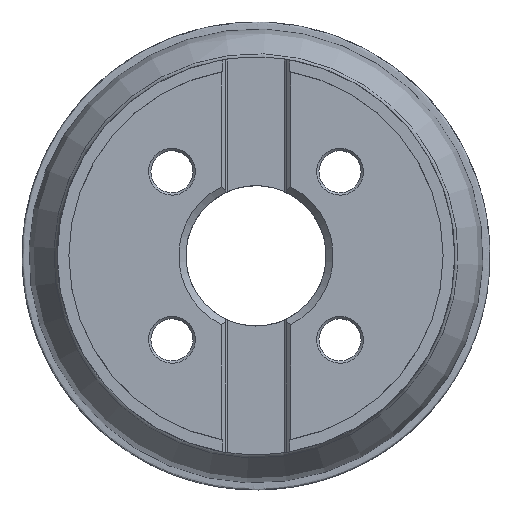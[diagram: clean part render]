
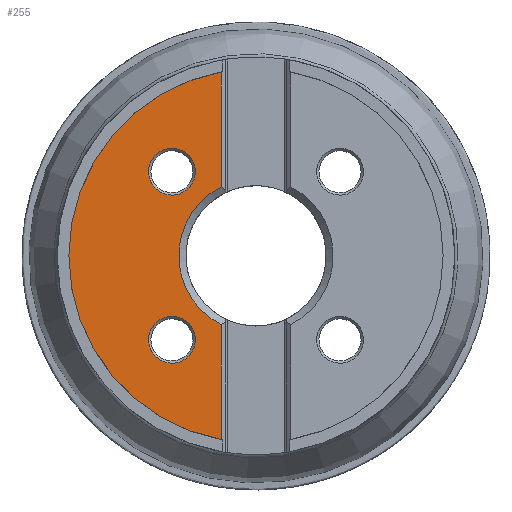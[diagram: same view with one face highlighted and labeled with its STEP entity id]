
A CAD part, top view. The second image highlights one B-rep face of the part: STEP entity #255.
In plain terms, the highlighted planar face has unit normal (0, 0, 1).
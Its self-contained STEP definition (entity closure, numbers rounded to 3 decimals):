
#171=LINE('',#1782,#199);
#172=LINE('',#1787,#200);
#199=VECTOR('',#1441,1.);
#200=VECTOR('',#1444,1.);
#255=ADVANCED_FACE('CU_BACK_F001',(#353,#354,#355),#299,.T.);
#299=PLANE('',#1214);
#353=FACE_BOUND('',#437,.T.);
#354=FACE_BOUND('',#438,.T.);
#355=FACE_BOUND('',#439,.T.);
#437=EDGE_LOOP('',(#562));
#438=EDGE_LOOP('',(#563));
#439=EDGE_LOOP('',(#564,#565,#566,#567));
#562=ORIENTED_EDGE('',*,*,#840,.T.);
#563=ORIENTED_EDGE('',*,*,#841,.T.);
#564=ORIENTED_EDGE('',*,*,#842,.F.);
#565=ORIENTED_EDGE('',*,*,#843,.T.);
#566=ORIENTED_EDGE('',*,*,#844,.F.);
#567=ORIENTED_EDGE('',*,*,#845,.F.);
#755=VERTEX_POINT('',#1779);
#756=VERTEX_POINT('',#1781);
#757=VERTEX_POINT('',#1783);
#758=VERTEX_POINT('',#1784);
#759=VERTEX_POINT('',#1786);
#760=VERTEX_POINT('',#1788);
#840=EDGE_CURVE('',#755,#755,#927,.T.);
#841=EDGE_CURVE('',#756,#756,#928,.T.);
#842=EDGE_CURVE('',#757,#758,#171,.T.);
#843=EDGE_CURVE('',#757,#759,#929,.T.);
#844=EDGE_CURVE('',#760,#759,#172,.T.);
#845=EDGE_CURVE('',#758,#760,#930,.T.);
#927=CIRCLE('',#1210,10.);
#928=CIRCLE('',#1211,10.);
#929=CIRCLE('',#1212,33.008);
#930=CIRCLE('',#1213,80.);
#1210=AXIS2_PLACEMENT_3D('',#1778,#1437,#1438);
#1211=AXIS2_PLACEMENT_3D('',#1780,#1439,#1440);
#1212=AXIS2_PLACEMENT_3D('',#1785,#1442,#1443);
#1213=AXIS2_PLACEMENT_3D('',#1789,#1445,#1446);
#1214=AXIS2_PLACEMENT_3D('',#1790,#1447,#1448);
#1437=DIRECTION('',(0.,0.,-1.));
#1438=DIRECTION('',(0.135,-0.991,0.));
#1439=DIRECTION('',(0.,0.,-1.));
#1440=DIRECTION('',(0.135,-0.991,0.));
#1441=DIRECTION('',(0.,-1.,0.));
#1442=DIRECTION('',(0.,0.,-1.));
#1443=DIRECTION('',(0.135,-0.991,0.));
#1444=DIRECTION('',(0.,-1.,0.));
#1445=DIRECTION('',(0.,0.,-1.));
#1446=DIRECTION('',(0.135,-0.991,0.));
#1447=DIRECTION('',(0.,0.,1.));
#1448=DIRECTION('',(0.135,-0.991,0.));
#1778=CARTESIAN_POINT('',(-35.921,-35.921,0.));
#1779=CARTESIAN_POINT('',(-34.576,-45.83,0.));
#1780=CARTESIAN_POINT('',(-35.921,35.921,0.));
#1781=CARTESIAN_POINT('',(-34.576,26.012,0.));
#1782=CARTESIAN_POINT('',(-14.912,0.,0.));
#1783=CARTESIAN_POINT('',(-14.912,-29.447,0.));
#1784=CARTESIAN_POINT('',(-14.912,-78.598,0.));
#1785=CARTESIAN_POINT('',(0.,0.,
0.));
#1786=CARTESIAN_POINT('',(-14.913,29.447,0.));
#1787=CARTESIAN_POINT('',(-14.912,0.,0.));
#1788=CARTESIAN_POINT('',(-14.913,78.598,0.));
#1789=CARTESIAN_POINT('',(0.,0.,
0.));
#1790=CARTESIAN_POINT('',(-33.008,0.,0.));
